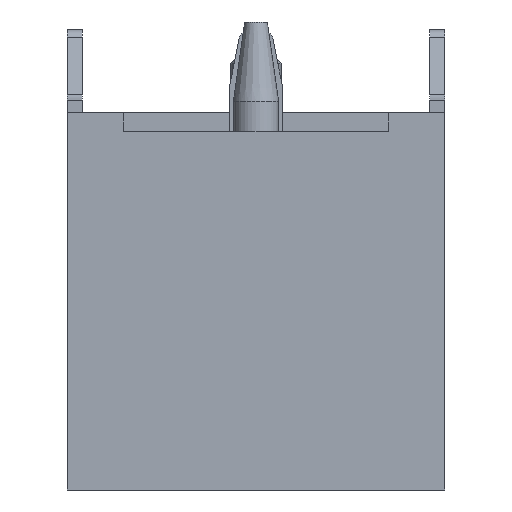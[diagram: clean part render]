
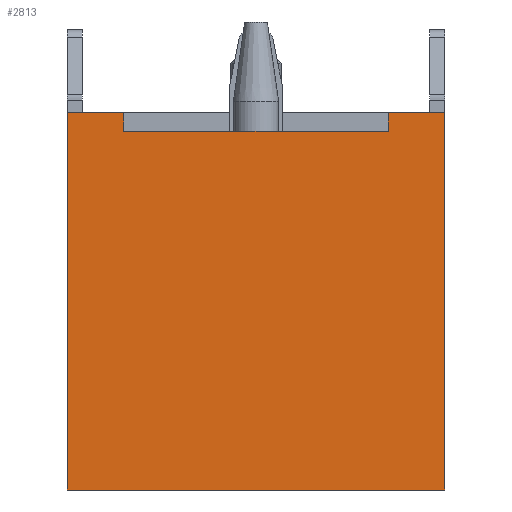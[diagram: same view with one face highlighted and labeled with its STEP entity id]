
A CAD part, front view. The second image highlights one B-rep face of the part: STEP entity #2813.
In plain terms, the highlighted planar face has unit normal (0, -1, 0).
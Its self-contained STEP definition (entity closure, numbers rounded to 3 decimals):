
#107=DIRECTION('',(1.,0.,0.));
#108=VECTOR('',#107,10.);
#109=CARTESIAN_POINT('',(-5.,-13.,-4.9));
#110=LINE('',#109,#108);
#518=DIRECTION('',(0.,0.,-1.));
#519=VECTOR('',#518,10.);
#520=CARTESIAN_POINT('',(5.,-13.,5.1));
#521=LINE('',#520,#519);
#522=DIRECTION('',(1.,0.,0.));
#523=VECTOR('',#522,1.5);
#524=CARTESIAN_POINT('',(-5.,-13.,5.1));
#525=LINE('',#524,#523);
#526=DIRECTION('',(0.,0.,-1.));
#527=VECTOR('',#526,0.5);
#528=CARTESIAN_POINT('',(-3.5,-13.,5.1));
#529=LINE('',#528,#527);
#530=DIRECTION('',(1.,0.,0.));
#531=VECTOR('',#530,7.);
#532=CARTESIAN_POINT('',(-3.5,-13.,4.6));
#533=LINE('',#532,#531);
#534=DIRECTION('',(0.,0.,-1.));
#535=VECTOR('',#534,0.5);
#536=CARTESIAN_POINT('',(3.5,-13.,5.1));
#537=LINE('',#536,#535);
#538=DIRECTION('',(1.,0.,0.));
#539=VECTOR('',#538,1.5);
#540=CARTESIAN_POINT('',(3.5,-13.,5.1));
#541=LINE('',#540,#539);
#1091=DIRECTION('',(0.,0.,-1.));
#1092=VECTOR('',#1091,10.);
#1093=CARTESIAN_POINT('',(-5.,-13.,5.1));
#1094=LINE('',#1093,#1092);
#1735=CARTESIAN_POINT('',(-3.5,-13.,4.6));
#1736=CARTESIAN_POINT('',(3.5,-13.,4.6));
#1737=VERTEX_POINT('',#1735);
#1738=VERTEX_POINT('',#1736);
#1739=CARTESIAN_POINT('',(-3.5,-13.,5.1));
#1740=VERTEX_POINT('',#1739);
#1741=CARTESIAN_POINT('',(3.5,-13.,5.1));
#1742=VERTEX_POINT('',#1741);
#1751=CARTESIAN_POINT('',(-5.,-13.,5.1));
#1752=VERTEX_POINT('',#1751);
#1753=CARTESIAN_POINT('',(5.,-13.,5.1));
#1754=VERTEX_POINT('',#1753);
#1807=CARTESIAN_POINT('',(5.,-13.,-4.9));
#1809=VERTEX_POINT('',#1807);
#1811=CARTESIAN_POINT('',(-5.,-13.,-4.9));
#1813=VERTEX_POINT('',#1811);
#2794=CARTESIAN_POINT('',(0.,-13.,0.));
#2795=DIRECTION('',(0.,1.,0.));
#2796=DIRECTION('',(1.,0.,0.));
#2797=AXIS2_PLACEMENT_3D('',#2794,#2795,#2796);
#2798=PLANE('',#2797);
#2800=ORIENTED_EDGE('',*,*,#2799,.T.);
#2801=ORIENTED_EDGE('',*,*,#2330,.F.);
#2803=ORIENTED_EDGE('',*,*,#2802,.F.);
#2804=ORIENTED_EDGE('',*,*,#2616,.T.);
#2806=ORIENTED_EDGE('',*,*,#2805,.T.);
#2808=ORIENTED_EDGE('',*,*,#2807,.T.);
#2809=ORIENTED_EDGE('',*,*,#2785,.F.);
#2810=ORIENTED_EDGE('',*,*,#2670,.T.);
#2811=EDGE_LOOP('',(#2800,#2801,#2803,#2804,#2806,#2808,#2809,#2810));
#2812=FACE_OUTER_BOUND('',#2811,.F.);
#2330=EDGE_CURVE('',#1813,#1809,#110,.T.);
#2616=EDGE_CURVE('',#1752,#1740,#525,.T.);
#2670=EDGE_CURVE('',#1742,#1754,#541,.T.);
#2785=EDGE_CURVE('',#1742,#1738,#537,.T.);
#2799=EDGE_CURVE('',#1754,#1809,#521,.T.);
#2802=EDGE_CURVE('',#1752,#1813,#1094,.T.);
#2805=EDGE_CURVE('',#1740,#1737,#529,.T.);
#2807=EDGE_CURVE('',#1737,#1738,#533,.T.);
#2813=ADVANCED_FACE('',(#2812),#2798,.F.);
